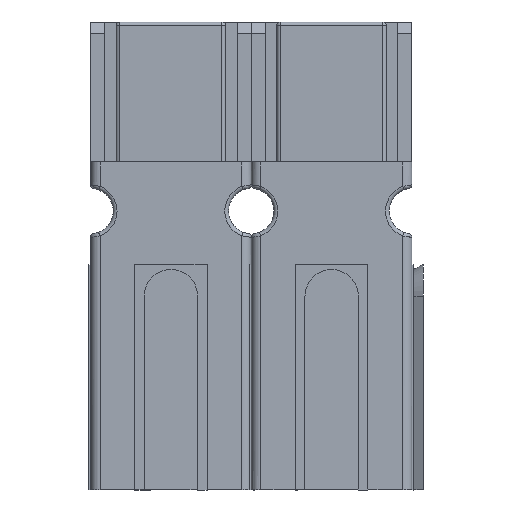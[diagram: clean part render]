
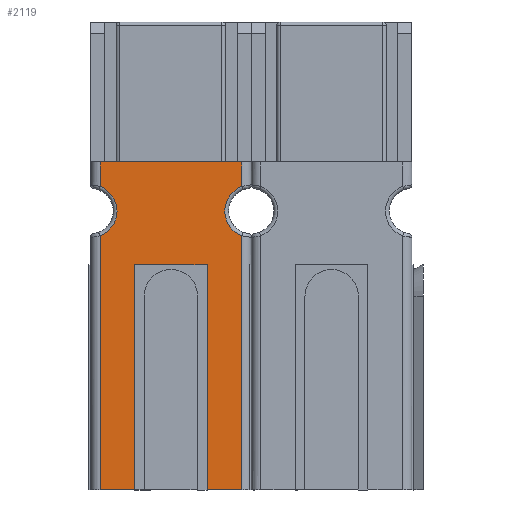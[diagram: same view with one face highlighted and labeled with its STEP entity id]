
A CAD part, front view. The second image highlights one B-rep face of the part: STEP entity #2119.
In plain terms, the highlighted planar face has unit normal (0, -1, 0).
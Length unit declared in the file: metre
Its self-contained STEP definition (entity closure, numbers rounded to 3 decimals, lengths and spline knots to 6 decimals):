
#88=PLANE('',#2343);
#262=LINE('',#3358,#493);
#263=LINE('',#3363,#494);
#264=LINE('',#3365,#495);
#265=LINE('',#3367,#496);
#266=LINE('',#3371,#497);
#267=LINE('',#3373,#498);
#268=LINE('',#3375,#499);
#269=LINE('',#3377,#500);
#270=LINE('',#3379,#501);
#271=LINE('',#3381,#502);
#493=VECTOR('',#2685,1.);
#494=VECTOR('',#2688,1.);
#495=VECTOR('',#2689,1.);
#496=VECTOR('',#2690,1.);
#497=VECTOR('',#2693,1.);
#498=VECTOR('',#2694,1.);
#499=VECTOR('',#2695,1.);
#500=VECTOR('',#2696,1.);
#501=VECTOR('',#2697,1.);
#502=VECTOR('',#2698,1.);
#766=ORIENTED_EDGE('',*,*,#1380,.T.);
#767=ORIENTED_EDGE('',*,*,#1381,.T.);
#768=ORIENTED_EDGE('',*,*,#1382,.T.);
#769=ORIENTED_EDGE('',*,*,#1383,.F.);
#770=ORIENTED_EDGE('',*,*,#1384,.T.);
#771=ORIENTED_EDGE('',*,*,#1385,.T.);
#772=ORIENTED_EDGE('',*,*,#1386,.T.);
#773=ORIENTED_EDGE('',*,*,#1387,.T.);
#774=ORIENTED_EDGE('',*,*,#1388,.F.);
#775=ORIENTED_EDGE('',*,*,#1389,.F.);
#776=ORIENTED_EDGE('',*,*,#1390,.F.);
#777=ORIENTED_EDGE('',*,*,#1391,.T.);
#1380=EDGE_CURVE('',#1677,#1678,#262,.T.);
#1381=EDGE_CURVE('',#1678,#1679,#1780,.T.);
#1382=EDGE_CURVE('',#1679,#1680,#263,.T.);
#1383=EDGE_CURVE('',#1681,#1680,#264,.T.);
#1384=EDGE_CURVE('',#1681,#1682,#265,.T.);
#1385=EDGE_CURVE('',#1682,#1683,#1781,.T.);
#1386=EDGE_CURVE('',#1683,#1684,#266,.T.);
#1387=EDGE_CURVE('',#1684,#1685,#267,.T.);
#1388=EDGE_CURVE('',#1686,#1685,#268,.T.);
#1389=EDGE_CURVE('',#1687,#1686,#269,.T.);
#1390=EDGE_CURVE('',#1688,#1687,#270,.T.);
#1391=EDGE_CURVE('',#1688,#1677,#271,.T.);
#1677=VERTEX_POINT('',#3359);
#1678=VERTEX_POINT('',#3360);
#1679=VERTEX_POINT('',#3362);
#1680=VERTEX_POINT('',#3364);
#1681=VERTEX_POINT('',#3366);
#1682=VERTEX_POINT('',#3368);
#1683=VERTEX_POINT('',#3370);
#1684=VERTEX_POINT('',#3372);
#1685=VERTEX_POINT('',#3374);
#1686=VERTEX_POINT('',#3376);
#1687=VERTEX_POINT('',#3378);
#1688=VERTEX_POINT('',#3380);
#1780=CIRCLE('',#2344,0.001285);
#1781=CIRCLE('',#2345,0.001285);
#1852=EDGE_LOOP('',(#766,#767,#768,#769,#770,#771,#772,#773,#774,#775,#776,
#777));
#1973=FACE_BOUND('',#1852,.T.);
#2119=ADVANCED_FACE('',(#1973),#88,.F.);
#2343=AXIS2_PLACEMENT_3D('',#3357,#2683,#2684);
#2344=AXIS2_PLACEMENT_3D('',#3361,#2686,#2687);
#2345=AXIS2_PLACEMENT_3D('',#3369,#2691,#2692);
#2683=DIRECTION('',(0.,1.,0.));
#2684=DIRECTION('',(1.,0.,0.));
#2685=DIRECTION('',(0.,0.,1.));
#2686=DIRECTION('',(0.,1.,0.));
#2687=DIRECTION('',(0.,0.,1.));
#2688=DIRECTION('',(0.,0.,1.));
#2689=DIRECTION('',(1.,0.,0.));
#2690=DIRECTION('',(0.,0.,-1.));
#2691=DIRECTION('',(0.,1.,0.));
#2692=DIRECTION('',(0.,0.,1.));
#2693=DIRECTION('',(0.,0.,-1.));
#2694=DIRECTION('',(1.,0.,0.));
#2695=DIRECTION('',(0.,0.,-1.));
#2696=DIRECTION('',(-1.,0.,0.));
#2697=DIRECTION('',(0.,0.,1.));
#2698=DIRECTION('',(1.,0.,0.));
#3357=CARTESIAN_POINT('',(-0.003886,-0.003879,0.023646));
#3358=CARTESIAN_POINT('',(0.003455,-0.003879,0.023646));
#3359=CARTESIAN_POINT('',(0.003455,-0.003879,0.000934));
#3360=CARTESIAN_POINT('',(0.003455,-0.003879,0.01327));
#3361=CARTESIAN_POINT('',(0.003914,-0.003879,0.01447));
#3362=CARTESIAN_POINT('',(0.003455,-0.003879,0.01567));
#3363=CARTESIAN_POINT('',(0.003455,-0.003879,0.023646));
#3364=CARTESIAN_POINT('',(0.003455,-0.003879,0.016856));
#3365=CARTESIAN_POINT('',(-0.003886,-0.003879,0.016856));
#3366=CARTESIAN_POINT('',(-0.003427,-0.003879,0.016856));
#3367=CARTESIAN_POINT('',(-0.003427,-0.003879,0.023646));
#3368=CARTESIAN_POINT('',(-0.003427,-0.003879,0.01567));
#3369=CARTESIAN_POINT('',(-0.003886,-0.003879,0.01447));
#3370=CARTESIAN_POINT('',(-0.003427,-0.003879,0.01327));
#3371=CARTESIAN_POINT('',(-0.003427,-0.003879,0.023646));
#3372=CARTESIAN_POINT('',(-0.003427,-0.003879,0.000934));
#3373=CARTESIAN_POINT('',(-0.003886,-0.003879,0.000934));
#3374=CARTESIAN_POINT('',(-0.00174,-0.003879,0.000934));
#3375=CARTESIAN_POINT('',(-0.00174,-0.003879,0.000934));
#3376=CARTESIAN_POINT('',(-0.00174,-0.003879,0.011865));
#3377=CARTESIAN_POINT('',(-0.00174,-0.003879,0.011865));
#3378=CARTESIAN_POINT('',(0.001768,-0.003879,0.011865));
#3379=CARTESIAN_POINT('',(0.001768,-0.003879,0.000934));
#3380=CARTESIAN_POINT('',(0.001768,-0.003879,0.000934));
#3381=CARTESIAN_POINT('',(-0.003886,-0.003879,0.000934));
